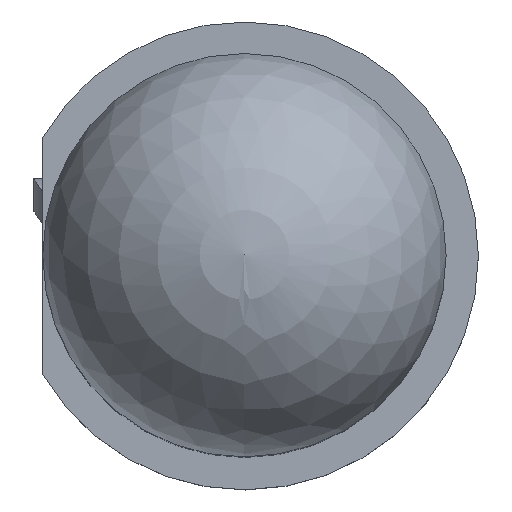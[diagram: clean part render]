
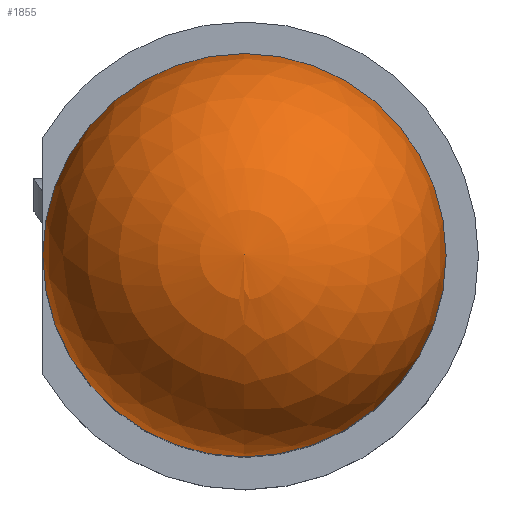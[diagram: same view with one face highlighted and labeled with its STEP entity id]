
A CAD part, top view. The second image highlights one B-rep face of the part: STEP entity #1855.
In plain terms, the highlighted spherical face has radius 2.5 mm.
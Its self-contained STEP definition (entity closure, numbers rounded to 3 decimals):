
#644 = EDGE_CURVE('',#645,#647,#649,.T.);
#645 = VERTEX_POINT('',#646);
#646 = CARTESIAN_POINT('',(0.006,-2.5,20.1));
#647 = VERTEX_POINT('',#648);
#648 = CARTESIAN_POINT('',(2.507,0.,20.1));
#649 = CIRCLE('',#650,2.5);
#650 = AXIS2_PLACEMENT_3D('',#651,#652,#653);
#651 = CARTESIAN_POINT('',(0.007,0.,20.1));
#652 = DIRECTION('',(0.,0.,1.));
#653 = DIRECTION('',(1.,0.,0.));
#655 = EDGE_CURVE('',#647,#645,#656,.T.);
#656 = CIRCLE('',#657,2.5);
#657 = AXIS2_PLACEMENT_3D('',#658,#659,#660);
#658 = CARTESIAN_POINT('',(0.007,0.,20.1));
#659 = DIRECTION('',(0.,0.,1.));
#660 = DIRECTION('',(1.,0.,0.));
#1855 = ADVANCED_FACE('',(#1856),#1870,.T.);
#1856 = FACE_BOUND('',#1857,.T.);
#1857 = EDGE_LOOP('',(#1858,#1859,#1860,#1869));
#1858 = ORIENTED_EDGE('',*,*,#644,.T.);
#1859 = ORIENTED_EDGE('',*,*,#655,.T.);
#1860 = ORIENTED_EDGE('',*,*,#1861,.F.);
#1861 = EDGE_CURVE('',#1862,#645,#1864,.T.);
#1862 = VERTEX_POINT('',#1863);
#1863 = CARTESIAN_POINT('',(0.006,0.,22.6)
  );
#1864 = CIRCLE('',#1865,2.5);
#1865 = AXIS2_PLACEMENT_3D('',#1866,#1867,#1868);
#1866 = CARTESIAN_POINT('',(0.007,0.,20.1));
#1867 = DIRECTION('',(1.,0.,0.));
#1868 = DIRECTION('',(0.,1.,0.));
#1869 = ORIENTED_EDGE('',*,*,#1861,.T.);
#1870 = SPHERICAL_SURFACE('',#1871,2.5);
#1871 = AXIS2_PLACEMENT_3D('',#1872,#1873,#1874);
#1872 = CARTESIAN_POINT('',(0.007,0.,20.1));
#1873 = DIRECTION('',(0.,0.,-1.));
#1874 = DIRECTION('',(0.,-1.,0.));
